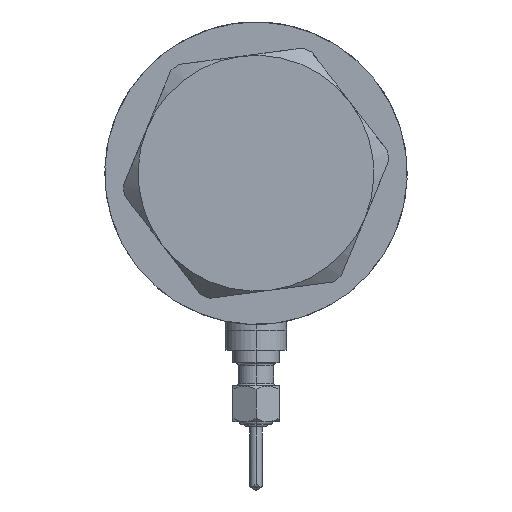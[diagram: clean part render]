
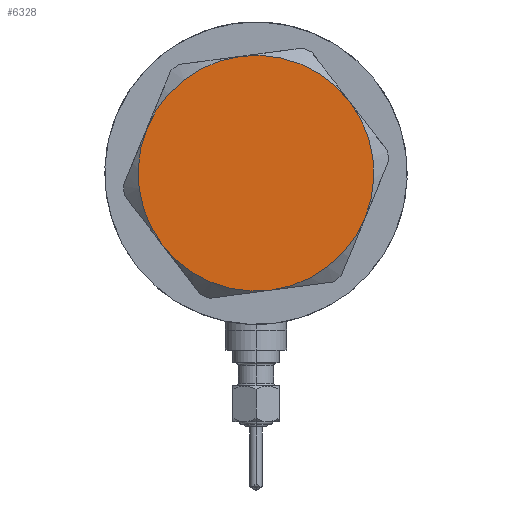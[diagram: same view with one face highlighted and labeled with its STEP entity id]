
A CAD part, left-side view. The second image highlights one B-rep face of the part: STEP entity #6328.
In plain terms, the highlighted face is planar.
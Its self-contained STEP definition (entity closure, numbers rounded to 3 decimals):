
#44 = VERTEX_POINT ( 'NONE', #2467 ) ;
#143 = FACE_OUTER_BOUND ( 'NONE', #4205, .T. ) ;
#377 = VERTEX_POINT ( 'NONE', #480 ) ;
#480 = CARTESIAN_POINT ( 'NONE',  ( -23., 0., 13. ) ) ;
#603 = VERTEX_POINT ( 'NONE', #5319 ) ;
#640 = DIRECTION ( 'NONE',  ( 1., 0., 0. ) ) ;
#1020 = DIRECTION ( 'NONE',  ( 1., 0., 0. ) ) ;
#1058 = CARTESIAN_POINT ( 'NONE',  ( 23., 0., 13. ) ) ;
#1152 = AXIS2_PLACEMENT_3D ( 'NONE', #4133, #3670, #4161 ) ;
#1237 = ORIENTED_EDGE ( 'NONE', *, *, #4140, .T. ) ;
#1447 = AXIS2_PLACEMENT_3D ( 'NONE', #5159, #2511, #640 ) ;
#1606 = PLANE ( 'NONE',  #5060 ) ;
#1666 = CIRCLE ( 'NONE', #5353, 23. ) ;
#1774 = EDGE_CURVE ( 'NONE', #377, #2585, #2920, .T. ) ;
#1814 = DIRECTION ( 'NONE',  ( 1., 0., 0. ) ) ;
#1875 = AXIS2_PLACEMENT_3D ( 'NONE', #2147, #2710, #2121 ) ;
#1901 = EDGE_CURVE ( 'NONE', #2585, #44, #5035, .T. ) ;
#2037 = DIRECTION ( 'NONE',  ( 0., 0., 1. ) ) ;
#2093 = CARTESIAN_POINT ( 'NONE',  ( -11.5, 19.919, 13. ) ) ;
#2121 = DIRECTION ( 'NONE',  ( 1., 0., 0. ) ) ;
#2147 = CARTESIAN_POINT ( 'NONE',  ( 0., 0., 13. ) ) ;
#2176 = ORIENTED_EDGE ( 'NONE', *, *, #4142, .T. ) ;
#2412 = CARTESIAN_POINT ( 'NONE',  ( 0., 0., 13. ) ) ;
#2467 = CARTESIAN_POINT ( 'NONE',  ( 11.5, -19.919, 13. ) ) ;
#2495 = AXIS2_PLACEMENT_3D ( 'NONE', #2412, #5834, #1814 ) ;
#2511 = DIRECTION ( 'NONE',  ( 0., 0., 1. ) ) ;
#2585 = VERTEX_POINT ( 'NONE', #3449 ) ;
#2707 = AXIS2_PLACEMENT_3D ( 'NONE', #4356, #6065, #1020 ) ;
#2710 = DIRECTION ( 'NONE',  ( 0., 0., 1. ) ) ;
#2920 = CIRCLE ( 'NONE', #2495, 23. ) ;
#3141 = VERTEX_POINT ( 'NONE', #1058 ) ;
#3183 = EDGE_CURVE ( 'NONE', #44, #3141, #6088, .T. ) ;
#3266 = CIRCLE ( 'NONE', #1152, 23. ) ;
#3391 = ORIENTED_EDGE ( 'NONE', *, *, #1901, .T. ) ;
#3449 = CARTESIAN_POINT ( 'NONE',  ( -11.5, -19.919, 13. ) ) ;
#3592 = CARTESIAN_POINT ( 'NONE',  ( 0., 0., 13. ) ) ;
#3619 = DIRECTION ( 'NONE',  ( 1., 0., 0. ) ) ;
#3646 = DIRECTION ( 'NONE',  ( 0., 0., 1. ) ) ;
#3670 = DIRECTION ( 'NONE',  ( 0., 0., 1. ) ) ;
#3714 = ORIENTED_EDGE ( 'NONE', *, *, #3183, .T. ) ;
#3884 = VERTEX_POINT ( 'NONE', #2093 ) ;
#4133 = CARTESIAN_POINT ( 'NONE',  ( 0., 0., 13. ) ) ;
#4140 = EDGE_CURVE ( 'NONE', #3141, #603, #6308, .T. ) ;
#4142 = EDGE_CURVE ( 'NONE', #603, #3884, #3266, .T. ) ;
#4161 = DIRECTION ( 'NONE',  ( 1., 0., 0. ) ) ;
#4205 = EDGE_LOOP ( 'NONE', ( #3714, #1237, #2176, #6051, #5480, #3391 ) ) ;
#4239 = CARTESIAN_POINT ( 'NONE',  ( 0., 0., 13. ) ) ;
#4356 = CARTESIAN_POINT ( 'NONE',  ( 0., 0., 13. ) ) ;
#5035 = CIRCLE ( 'NONE', #2707, 23. ) ;
#5060 = AXIS2_PLACEMENT_3D ( 'NONE', #3592, #2037, #3619 ) ;
#5143 = EDGE_CURVE ( 'NONE', #3884, #377, #1666, .T. ) ;
#5159 = CARTESIAN_POINT ( 'NONE',  ( 0., 0., 13. ) ) ;
#5319 = CARTESIAN_POINT ( 'NONE',  ( 11.5, 19.919, 13. ) ) ;
#5353 = AXIS2_PLACEMENT_3D ( 'NONE', #4239, #3646, #5654 ) ;
#5480 = ORIENTED_EDGE ( 'NONE', *, *, #1774, .T. ) ;
#5654 = DIRECTION ( 'NONE',  ( 1., 0., 0. ) ) ;
#5834 = DIRECTION ( 'NONE',  ( 0., 0., 1. ) ) ;
#6051 = ORIENTED_EDGE ( 'NONE', *, *, #5143, .T. ) ;
#6065 = DIRECTION ( 'NONE',  ( 0., 0., 1. ) ) ;
#6088 = CIRCLE ( 'NONE', #1447, 23. ) ;
#6308 = CIRCLE ( 'NONE', #1875, 23. ) ;
#6328 = ADVANCED_FACE ( 'NONE', ( #143 ), #1606, .T. ) ;
